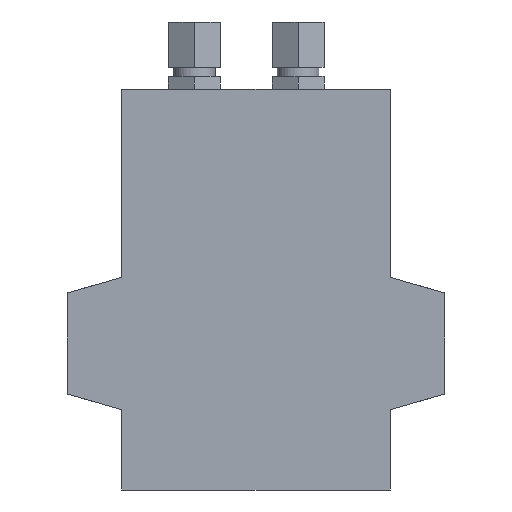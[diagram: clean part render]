
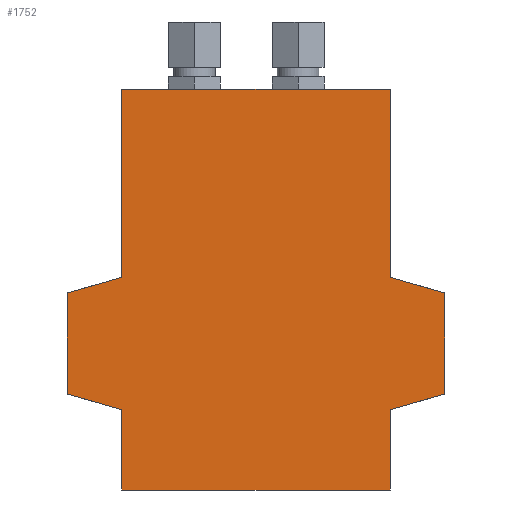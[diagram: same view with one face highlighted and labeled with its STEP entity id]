
A CAD part, front view. The second image highlights one B-rep face of the part: STEP entity #1752.
In plain terms, the highlighted planar face has unit normal (0, -1, 0).
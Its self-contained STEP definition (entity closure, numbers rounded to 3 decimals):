
#10 = EDGE_CURVE ( 'NONE', #2140, #1664, #735, .T. ) ;
#26 = FACE_OUTER_BOUND ( 'NONE', #3108, .T. ) ;
#79 = CARTESIAN_POINT ( 'NONE',  ( -72.75, 0., -40.25 ) ) ;
#85 = ORIENTED_EDGE ( 'NONE', *, *, #10, .T. ) ;
#263 = CARTESIAN_POINT ( 'NONE',  ( -72.75, 0., -40.25 ) ) ;
#277 = CARTESIAN_POINT ( 'NONE',  ( 72.75, 0., -1.25 ) ) ;
#281 = DIRECTION ( 'NONE',  ( 0., 0., -1. ) ) ;
#315 = EDGE_CURVE ( 'NONE', #1664, #2379, #1407, .T. ) ;
#319 = DIRECTION ( 'NONE',  ( 0., 0., -1. ) ) ;
#404 = ORIENTED_EDGE ( 'NONE', *, *, #1166, .F. ) ;
#472 = EDGE_CURVE ( 'NONE', #2203, #2140, #1339, .T. ) ;
#473 = CARTESIAN_POINT ( 'NONE',  ( 51.75, 0., 77.25 ) ) ;
#553 = VECTOR ( 'NONE', #1826, 1000. ) ;
#582 = DIRECTION ( 'NONE',  ( -1., 0., 0. ) ) ;
#621 = VECTOR ( 'NONE', #2605, 1000. ) ;
#648 = VERTEX_POINT ( 'NONE', #1418 ) ;
#656 = LINE ( 'NONE', #1896, #2104 ) ;
#702 = DIRECTION ( 'NONE',  ( 0.962, 0., -0.275 ) ) ;
#709 = VECTOR ( 'NONE', #582, 1000. ) ;
#735 = LINE ( 'NONE', #1236, #764 ) ;
#762 = DIRECTION ( 'NONE',  ( 0.962, 0., -0.275 ) ) ;
#764 = VECTOR ( 'NONE', #281, 1000. ) ;
#769 = VERTEX_POINT ( 'NONE', #277 ) ;
#804 = EDGE_CURVE ( 'NONE', #2379, #1098, #1296, .T. ) ;
#813 = CARTESIAN_POINT ( 'NONE',  ( 51.75, 0., 77.25 ) ) ;
#856 = LINE ( 'NONE', #2132, #709 ) ;
#881 = EDGE_CURVE ( 'NONE', #2793, #769, #3265, .T. ) ;
#884 = DIRECTION ( 'NONE',  ( -0.962, 0., -0.275 ) ) ;
#961 = ORIENTED_EDGE ( 'NONE', *, *, #3102, .F. ) ;
#973 = CARTESIAN_POINT ( 'NONE',  ( -51.75, 0., 77.25 ) ) ;
#990 = VECTOR ( 'NONE', #762, 1000. ) ;
#1061 = EDGE_CURVE ( 'NONE', #1153, #2240, #856, .T. ) ;
#1098 = VERTEX_POINT ( 'NONE', #79 ) ;
#1153 = VERTEX_POINT ( 'NONE', #2376 ) ;
#1156 = CARTESIAN_POINT ( 'NONE',  ( -72.75, 0., -1.25 ) ) ;
#1166 = EDGE_CURVE ( 'NONE', #648, #1153, #2884, .T. ) ;
#1181 = CARTESIAN_POINT ( 'NONE',  ( 51.75, 0., 4.75 ) ) ;
#1236 = CARTESIAN_POINT ( 'NONE',  ( -51.75, 0., 77.25 ) ) ;
#1241 = CARTESIAN_POINT ( 'NONE',  ( -51.75, 0., 4.75 ) ) ;
#1247 = DIRECTION ( 'NONE',  ( -0.962, 0., -0.275 ) ) ;
#1296 = LINE ( 'NONE', #263, #3246 ) ;
#1332 = CARTESIAN_POINT ( 'NONE',  ( -51.75, 0., -77.25 ) ) ;
#1334 = EDGE_CURVE ( 'NONE', #1410, #2240, #1506, .T. ) ;
#1339 = LINE ( 'NONE', #2592, #621 ) ;
#1388 = DIRECTION ( 'NONE',  ( 0., 0., -1. ) ) ;
#1407 = LINE ( 'NONE', #1156, #2911 ) ;
#1410 = VERTEX_POINT ( 'NONE', #1488 ) ;
#1418 = CARTESIAN_POINT ( 'NONE',  ( 51.75, 0., -46.25 ) ) ;
#1471 = VERTEX_POINT ( 'NONE', #2591 ) ;
#1484 = DIRECTION ( 'NONE',  ( 0., 1., 0. ) ) ;
#1488 = CARTESIAN_POINT ( 'NONE',  ( -51.75, 0., -46.25 ) ) ;
#1506 = LINE ( 'NONE', #973, #1804 ) ;
#1525 = DIRECTION ( 'NONE',  ( 0., 0., -1. ) ) ;
#1611 = EDGE_CURVE ( 'NONE', #1471, #648, #656, .T. ) ;
#1622 = LINE ( 'NONE', #2640, #1879 ) ;
#1664 = VERTEX_POINT ( 'NONE', #1241 ) ;
#1672 = VECTOR ( 'NONE', #702, 1000. ) ;
#1752 = ADVANCED_FACE ( 'NONE', ( #26 ), #1966, .F. ) ;
#1804 = VECTOR ( 'NONE', #1525, 1000. ) ;
#1826 = DIRECTION ( 'NONE',  ( 0., 0., -1. ) ) ;
#1847 = CARTESIAN_POINT ( 'NONE',  ( 72.75, 0., -40.25 ) ) ;
#1851 = ORIENTED_EDGE ( 'NONE', *, *, #804, .T. ) ;
#1879 = VECTOR ( 'NONE', #319, 1000. ) ;
#1896 = CARTESIAN_POINT ( 'NONE',  ( 51.75, 0., -46.25 ) ) ;
#1966 = PLANE ( 'NONE',  #2705 ) ;
#1978 = LINE ( 'NONE', #2964, #1672 ) ;
#2055 = DIRECTION ( 'NONE',  ( 0., 0., -1. ) ) ;
#2104 = VECTOR ( 'NONE', #884, 1000. ) ;
#2126 = ORIENTED_EDGE ( 'NONE', *, *, #1061, .F. ) ;
#2132 = CARTESIAN_POINT ( 'NONE',  ( 51.75, 0., -77.25 ) ) ;
#2140 = VERTEX_POINT ( 'NONE', #2733 ) ;
#2160 = EDGE_CURVE ( 'NONE', #1098, #1410, #1978, .T. ) ;
#2203 = VERTEX_POINT ( 'NONE', #2552 ) ;
#2240 = VERTEX_POINT ( 'NONE', #1332 ) ;
#2376 = CARTESIAN_POINT ( 'NONE',  ( 51.75, 0., -77.25 ) ) ;
#2379 = VERTEX_POINT ( 'NONE', #2625 ) ;
#2382 = ORIENTED_EDGE ( 'NONE', *, *, #472, .T. ) ;
#2403 = ORIENTED_EDGE ( 'NONE', *, *, #2160, .T. ) ;
#2428 = ORIENTED_EDGE ( 'NONE', *, *, #315, .T. ) ;
#2492 = DIRECTION ( 'NONE',  ( 0., 0., 1. ) ) ;
#2529 = ORIENTED_EDGE ( 'NONE', *, *, #3020, .F. ) ;
#2542 = ORIENTED_EDGE ( 'NONE', *, *, #1334, .T. ) ;
#2552 = CARTESIAN_POINT ( 'NONE',  ( 51.75, 0., 77.25 ) ) ;
#2591 = CARTESIAN_POINT ( 'NONE',  ( 72.75, 0., -40.25 ) ) ;
#2592 = CARTESIAN_POINT ( 'NONE',  ( 51.75, 0., 77.25 ) ) ;
#2605 = DIRECTION ( 'NONE',  ( -1., 0., 0. ) ) ;
#2625 = CARTESIAN_POINT ( 'NONE',  ( -72.75, 0., -1.25 ) ) ;
#2640 = CARTESIAN_POINT ( 'NONE',  ( 51.75, 0., 77.25 ) ) ;
#2705 = AXIS2_PLACEMENT_3D ( 'NONE', #473, #1484, #2492 ) ;
#2733 = CARTESIAN_POINT ( 'NONE',  ( -51.75, 0., 77.25 ) ) ;
#2793 = VERTEX_POINT ( 'NONE', #1181 ) ;
#2884 = LINE ( 'NONE', #813, #553 ) ;
#2911 = VECTOR ( 'NONE', #1247, 1000. ) ;
#2932 = VECTOR ( 'NONE', #1388, 1000. ) ;
#2954 = ORIENTED_EDGE ( 'NONE', *, *, #1611, .F. ) ;
#2964 = CARTESIAN_POINT ( 'NONE',  ( -51.75, 0., -46.25 ) ) ;
#3020 = EDGE_CURVE ( 'NONE', #769, #1471, #3106, .T. ) ;
#3023 = CARTESIAN_POINT ( 'NONE',  ( 72.75, 0., -1.25 ) ) ;
#3102 = EDGE_CURVE ( 'NONE', #2203, #2793, #1622, .T. ) ;
#3106 = LINE ( 'NONE', #1847, #2932 ) ;
#3108 = EDGE_LOOP ( 'NONE', ( #85, #2428, #1851, #2403, #2542, #2126, #404, #2954, #2529, #3171, #961, #2382 ) ) ;
#3171 = ORIENTED_EDGE ( 'NONE', *, *, #881, .F. ) ;
#3246 = VECTOR ( 'NONE', #2055, 1000. ) ;
#3265 = LINE ( 'NONE', #3023, #990 ) ;
